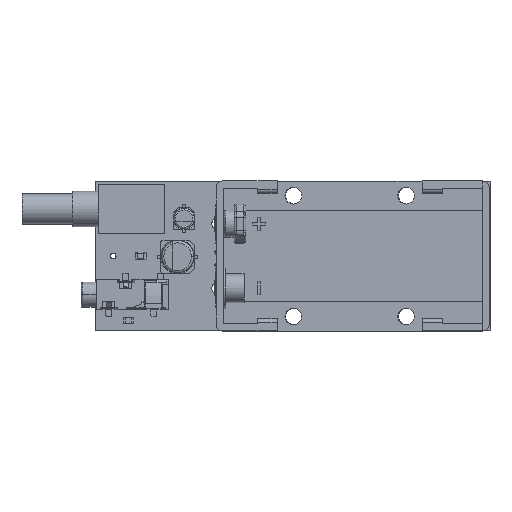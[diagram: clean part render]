
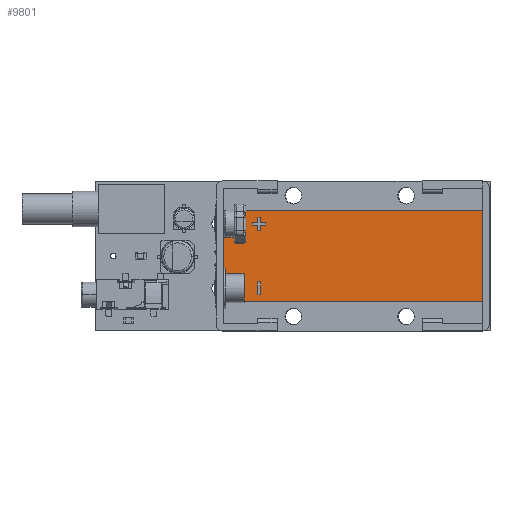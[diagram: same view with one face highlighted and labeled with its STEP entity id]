
A CAD part, top view. The second image highlights one B-rep face of the part: STEP entity #9801.
In plain terms, the highlighted face is planar.
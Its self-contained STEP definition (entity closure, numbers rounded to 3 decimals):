
#9801 = ADVANCED_FACE('',(#9802,#9868,#9902),#10000,.T.);
#9802 = FACE_BOUND('',#9803,.T.);
#9803 = EDGE_LOOP('',(#9804,#9814,#9822,#9830,#9838,#9846,#9854,#9862));
#9804 = ORIENTED_EDGE('',*,*,#9805,.F.);
#9805 = EDGE_CURVE('',#9806,#9808,#9810,.T.);
#9806 = VERTEX_POINT('',#9807);
#9807 = CARTESIAN_POINT('',(-25.4,1.651,-3.658));
#9808 = VERTEX_POINT('',#9809);
#9809 = CARTESIAN_POINT('',(-25.146,1.651,-3.658));
#9810 = LINE('',#9811,#9812);
#9811 = CARTESIAN_POINT('',(0.,1.651,-3.658));
#9812 = VECTOR('',#9813,1.);
#9813 = DIRECTION('',(1.,-0.,0.));
#9814 = ORIENTED_EDGE('',*,*,#9815,.T.);
#9815 = EDGE_CURVE('',#9806,#9816,#9818,.T.);
#9816 = VERTEX_POINT('',#9817);
#9817 = CARTESIAN_POINT('',(-25.4,1.651,3.658));
#9818 = LINE('',#9819,#9820);
#9819 = CARTESIAN_POINT('',(-25.4,1.651,0.));
#9820 = VECTOR('',#9821,1.);
#9821 = DIRECTION('',(0.,0.,1.));
#9822 = ORIENTED_EDGE('',*,*,#9823,.T.);
#9823 = EDGE_CURVE('',#9816,#9824,#9826,.T.);
#9824 = VERTEX_POINT('',#9825);
#9825 = CARTESIAN_POINT('',(-25.146,1.651,3.658));
#9826 = LINE('',#9827,#9828);
#9827 = CARTESIAN_POINT('',(0.,1.651,3.658));
#9828 = VECTOR('',#9829,1.);
#9829 = DIRECTION('',(1.,-0.,0.));
#9830 = ORIENTED_EDGE('',*,*,#9831,.T.);
#9831 = EDGE_CURVE('',#9824,#9832,#9834,.T.);
#9832 = VERTEX_POINT('',#9833);
#9833 = CARTESIAN_POINT('',(-25.146,1.651,9.042));
#9834 = LINE('',#9835,#9836);
#9835 = CARTESIAN_POINT('',(-25.146,1.651,0.));
#9836 = VECTOR('',#9837,1.);
#9837 = DIRECTION('',(0.,0.,1.));
#9838 = ORIENTED_EDGE('',*,*,#9839,.T.);
#9839 = EDGE_CURVE('',#9832,#9840,#9842,.T.);
#9840 = VERTEX_POINT('',#9841);
#9841 = CARTESIAN_POINT('',(25.654,1.651,9.042));
#9842 = LINE('',#9843,#9844);
#9843 = CARTESIAN_POINT('',(0.,1.651,9.042));
#9844 = VECTOR('',#9845,1.);
#9845 = DIRECTION('',(1.,-0.,0.));
#9846 = ORIENTED_EDGE('',*,*,#9847,.F.);
#9847 = EDGE_CURVE('',#9848,#9840,#9850,.T.);
#9848 = VERTEX_POINT('',#9849);
#9849 = CARTESIAN_POINT('',(25.654,1.651,-9.042));
#9850 = LINE('',#9851,#9852);
#9851 = CARTESIAN_POINT('',(25.654,1.651,0.));
#9852 = VECTOR('',#9853,1.);
#9853 = DIRECTION('',(0.,0.,1.));
#9854 = ORIENTED_EDGE('',*,*,#9855,.F.);
#9855 = EDGE_CURVE('',#9856,#9848,#9858,.T.);
#9856 = VERTEX_POINT('',#9857);
#9857 = CARTESIAN_POINT('',(-25.146,1.651,-9.042));
#9858 = LINE('',#9859,#9860);
#9859 = CARTESIAN_POINT('',(0.,1.651,-9.042));
#9860 = VECTOR('',#9861,1.);
#9861 = DIRECTION('',(1.,-0.,0.));
#9862 = ORIENTED_EDGE('',*,*,#9863,.T.);
#9863 = EDGE_CURVE('',#9856,#9808,#9864,.T.);
#9864 = LINE('',#9865,#9866);
#9865 = CARTESIAN_POINT('',(-25.146,1.651,0.));
#9866 = VECTOR('',#9867,1.);
#9867 = DIRECTION('',(0.,0.,1.));
#9868 = FACE_BOUND('',#9869,.T.);
#9869 = EDGE_LOOP('',(#9870,#9880,#9888,#9896));
#9870 = ORIENTED_EDGE('',*,*,#9871,.F.);
#9871 = EDGE_CURVE('',#9872,#9874,#9876,.T.);
#9872 = VERTEX_POINT('',#9873);
#9873 = CARTESIAN_POINT('',(-18.669,1.651,7.62));
#9874 = VERTEX_POINT('',#9875);
#9875 = CARTESIAN_POINT('',(-18.161,1.651,7.62));
#9876 = LINE('',#9877,#9878);
#9877 = CARTESIAN_POINT('',(-18.669,1.651,7.62));
#9878 = VECTOR('',#9879,1.);
#9879 = DIRECTION('',(1.,0.,0.));
#9880 = ORIENTED_EDGE('',*,*,#9881,.F.);
#9881 = EDGE_CURVE('',#9882,#9872,#9884,.T.);
#9882 = VERTEX_POINT('',#9883);
#9883 = CARTESIAN_POINT('',(-18.669,1.651,5.08));
#9884 = LINE('',#9885,#9886);
#9885 = CARTESIAN_POINT('',(-18.669,1.651,7.62));
#9886 = VECTOR('',#9887,1.);
#9887 = DIRECTION('',(-0.,-0.,1.));
#9888 = ORIENTED_EDGE('',*,*,#9889,.F.);
#9889 = EDGE_CURVE('',#9890,#9882,#9892,.T.);
#9890 = VERTEX_POINT('',#9891);
#9891 = CARTESIAN_POINT('',(-18.161,1.651,5.08));
#9892 = LINE('',#9893,#9894);
#9893 = CARTESIAN_POINT('',(-18.669,1.651,5.08));
#9894 = VECTOR('',#9895,1.);
#9895 = DIRECTION('',(-1.,-0.,-0.));
#9896 = ORIENTED_EDGE('',*,*,#9897,.F.);
#9897 = EDGE_CURVE('',#9874,#9890,#9898,.T.);
#9898 = LINE('',#9899,#9900);
#9899 = CARTESIAN_POINT('',(-18.161,1.651,7.62));
#9900 = VECTOR('',#9901,1.);
#9901 = DIRECTION('',(0.,0.,-1.));
#9902 = FACE_BOUND('',#9903,.T.);
#9903 = EDGE_LOOP('',(#9904,#9914,#9922,#9930,#9938,#9946,#9954,#9962,
    #9970,#9978,#9986,#9994));
#9904 = ORIENTED_EDGE('',*,*,#9905,.F.);
#9905 = EDGE_CURVE('',#9906,#9908,#9910,.T.);
#9906 = VERTEX_POINT('',#9907);
#9907 = CARTESIAN_POINT('',(-18.669,1.651,-6.604));
#9908 = VERTEX_POINT('',#9909);
#9909 = CARTESIAN_POINT('',(-19.685,1.651,-6.604));
#9910 = LINE('',#9911,#9912);
#9911 = CARTESIAN_POINT('',(-19.685,1.651,-6.604));
#9912 = VECTOR('',#9913,1.);
#9913 = DIRECTION('',(-1.,-0.,0.));
#9914 = ORIENTED_EDGE('',*,*,#9915,.F.);
#9915 = EDGE_CURVE('',#9916,#9906,#9918,.T.);
#9916 = VERTEX_POINT('',#9917);
#9917 = CARTESIAN_POINT('',(-18.669,1.651,-7.62));
#9918 = LINE('',#9919,#9920);
#9919 = CARTESIAN_POINT('',(-18.669,1.651,-7.62));
#9920 = VECTOR('',#9921,1.);
#9921 = DIRECTION('',(0.,0.,1.));
#9922 = ORIENTED_EDGE('',*,*,#9923,.F.);
#9923 = EDGE_CURVE('',#9924,#9916,#9926,.T.);
#9924 = VERTEX_POINT('',#9925);
#9925 = CARTESIAN_POINT('',(-18.161,1.651,-7.62));
#9926 = LINE('',#9927,#9928);
#9927 = CARTESIAN_POINT('',(-18.669,1.651,-7.62));
#9928 = VECTOR('',#9929,1.);
#9929 = DIRECTION('',(-1.,-0.,-0.));
#9930 = ORIENTED_EDGE('',*,*,#9931,.F.);
#9931 = EDGE_CURVE('',#9932,#9924,#9934,.T.);
#9932 = VERTEX_POINT('',#9933);
#9933 = CARTESIAN_POINT('',(-18.161,1.651,-6.604));
#9934 = LINE('',#9935,#9936);
#9935 = CARTESIAN_POINT('',(-18.161,1.651,-7.62));
#9936 = VECTOR('',#9937,1.);
#9937 = DIRECTION('',(-0.,-0.,-1.));
#9938 = ORIENTED_EDGE('',*,*,#9939,.F.);
#9939 = EDGE_CURVE('',#9940,#9932,#9942,.T.);
#9940 = VERTEX_POINT('',#9941);
#9941 = CARTESIAN_POINT('',(-17.145,1.651,-6.604));
#9942 = LINE('',#9943,#9944);
#9943 = CARTESIAN_POINT('',(-18.161,1.651,-6.604));
#9944 = VECTOR('',#9945,1.);
#9945 = DIRECTION('',(-1.,-0.,0.));
#9946 = ORIENTED_EDGE('',*,*,#9947,.F.);
#9947 = EDGE_CURVE('',#9948,#9940,#9950,.T.);
#9948 = VERTEX_POINT('',#9949);
#9949 = CARTESIAN_POINT('',(-17.145,1.651,-6.096));
#9950 = LINE('',#9951,#9952);
#9951 = CARTESIAN_POINT('',(-17.145,1.651,-6.096));
#9952 = VECTOR('',#9953,1.);
#9953 = DIRECTION('',(0.,0.,-1.));
#9954 = ORIENTED_EDGE('',*,*,#9955,.F.);
#9955 = EDGE_CURVE('',#9956,#9948,#9958,.T.);
#9956 = VERTEX_POINT('',#9957);
#9957 = CARTESIAN_POINT('',(-18.161,1.651,-6.096));
#9958 = LINE('',#9959,#9960);
#9959 = CARTESIAN_POINT('',(-18.161,1.651,-6.096));
#9960 = VECTOR('',#9961,1.);
#9961 = DIRECTION('',(1.,0.,0.));
#9962 = ORIENTED_EDGE('',*,*,#9963,.F.);
#9963 = EDGE_CURVE('',#9964,#9956,#9966,.T.);
#9964 = VERTEX_POINT('',#9965);
#9965 = CARTESIAN_POINT('',(-18.161,1.651,-5.08));
#9966 = LINE('',#9967,#9968);
#9967 = CARTESIAN_POINT('',(-18.161,1.651,-6.096));
#9968 = VECTOR('',#9969,1.);
#9969 = DIRECTION('',(-0.,-0.,-1.));
#9970 = ORIENTED_EDGE('',*,*,#9971,.F.);
#9971 = EDGE_CURVE('',#9972,#9964,#9974,.T.);
#9972 = VERTEX_POINT('',#9973);
#9973 = CARTESIAN_POINT('',(-18.669,1.651,-5.08));
#9974 = LINE('',#9975,#9976);
#9975 = CARTESIAN_POINT('',(-18.669,1.651,-5.08));
#9976 = VECTOR('',#9977,1.);
#9977 = DIRECTION('',(1.,0.,0.));
#9978 = ORIENTED_EDGE('',*,*,#9979,.F.);
#9979 = EDGE_CURVE('',#9980,#9972,#9982,.T.);
#9980 = VERTEX_POINT('',#9981);
#9981 = CARTESIAN_POINT('',(-18.669,1.651,-6.096));
#9982 = LINE('',#9983,#9984);
#9983 = CARTESIAN_POINT('',(-18.669,1.651,-6.096));
#9984 = VECTOR('',#9985,1.);
#9985 = DIRECTION('',(0.,0.,1.));
#9986 = ORIENTED_EDGE('',*,*,#9987,.F.);
#9987 = EDGE_CURVE('',#9988,#9980,#9990,.T.);
#9988 = VERTEX_POINT('',#9989);
#9989 = CARTESIAN_POINT('',(-19.685,1.651,-6.096));
#9990 = LINE('',#9991,#9992);
#9991 = CARTESIAN_POINT('',(-19.685,1.651,-6.096));
#9992 = VECTOR('',#9993,1.);
#9993 = DIRECTION('',(1.,0.,0.));
#9994 = ORIENTED_EDGE('',*,*,#9995,.F.);
#9995 = EDGE_CURVE('',#9908,#9988,#9996,.T.);
#9996 = LINE('',#9997,#9998);
#9997 = CARTESIAN_POINT('',(-19.685,1.651,-6.096));
#9998 = VECTOR('',#9999,1.);
#9999 = DIRECTION('',(-0.,-0.,1.));
#10000 = PLANE('',#10001);
#10001 = AXIS2_PLACEMENT_3D('',#10002,#10003,#10004);
#10002 = CARTESIAN_POINT('',(0.,1.651,0.));
#10003 = DIRECTION('',(0.,1.,-0.));
#10004 = DIRECTION('',(0.,0.,1.));
